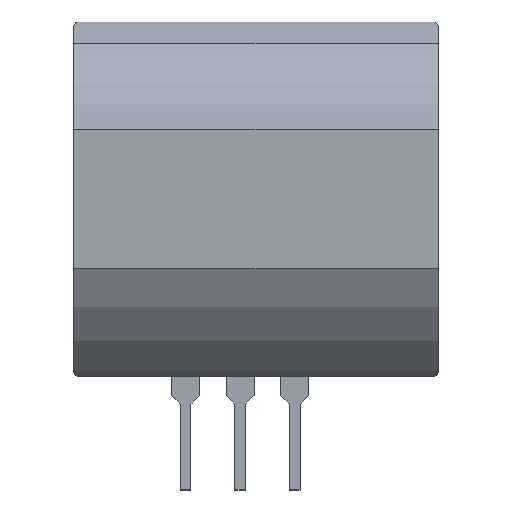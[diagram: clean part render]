
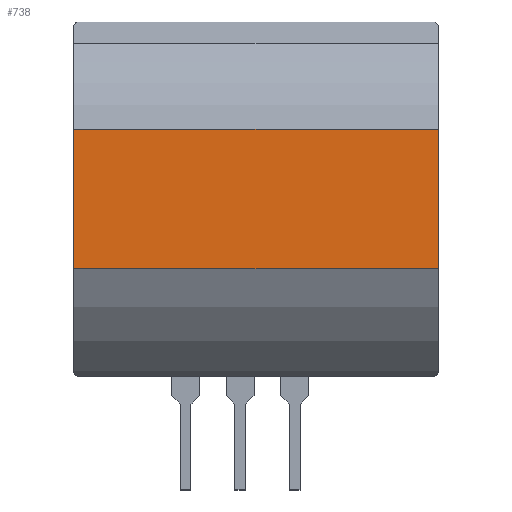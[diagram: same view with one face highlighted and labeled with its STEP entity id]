
A CAD part, top view. The second image highlights one B-rep face of the part: STEP entity #738.
In plain terms, the highlighted planar face has unit normal (0, 0, 1).
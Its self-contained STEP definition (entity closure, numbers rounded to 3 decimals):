
#15 = EDGE_CURVE ( 'NONE', #1099, #986, #1084, .T. ) ;
#107 = VECTOR ( 'NONE', #1242, 1000. ) ;
#159 = EDGE_CURVE ( 'NONE', #1099, #1239, #1533, .T. ) ;
#182 = VECTOR ( 'NONE', #1440, 1000. ) ;
#214 = CARTESIAN_POINT ( 'NONE',  ( 11.5, -3.25, 2.85 ) ) ;
#256 = CARTESIAN_POINT ( 'NONE',  ( -8.5, -8.25, 2.85 ) ) ;
#283 = ORIENTED_EDGE ( 'NONE', *, *, #159, .T. ) ;
#537 = VERTEX_POINT ( 'NONE', #1490 ) ;
#571 = DIRECTION ( 'NONE',  ( -1., 0., 0. ) ) ;
#583 = DIRECTION ( 'NONE',  ( 0., 0., -1. ) ) ;
#584 = EDGE_CURVE ( 'NONE', #1239, #537, #589, .T. ) ;
#589 = LINE ( 'NONE', #1474, #595 ) ;
#595 = VECTOR ( 'NONE', #695, 1000. ) ;
#651 = ORIENTED_EDGE ( 'NONE', *, *, #584, .T. ) ;
#695 = DIRECTION ( 'NONE',  ( -1., 0., 0. ) ) ;
#714 = PLANE ( 'NONE',  #1169 ) ;
#738 = ADVANCED_FACE ( 'NONE', ( #1151 ), #714, .F. ) ;
#756 = CARTESIAN_POINT ( 'NONE',  ( -8.5, -3.25, 2.85 ) ) ;
#957 = EDGE_LOOP ( 'NONE', ( #1484, #283, #651, #1506 ) ) ;
#986 = VERTEX_POINT ( 'NONE', #756 ) ;
#1059 = VECTOR ( 'NONE', #1459, 1000. ) ;
#1084 = LINE ( 'NONE', #214, #107 ) ;
#1089 = EDGE_CURVE ( 'NONE', #537, #986, #1495, .T. ) ;
#1099 = VERTEX_POINT ( 'NONE', #1307 ) ;
#1151 = FACE_OUTER_BOUND ( 'NONE', #957, .T. ) ;
#1169 = AXIS2_PLACEMENT_3D ( 'NONE', #1361, #583, #571 ) ;
#1239 = VERTEX_POINT ( 'NONE', #1471 ) ;
#1242 = DIRECTION ( 'NONE',  ( -1., 0., 0. ) ) ;
#1307 = CARTESIAN_POINT ( 'NONE',  ( 8.5, -3.25, 2.85 ) ) ;
#1308 = CARTESIAN_POINT ( 'NONE',  ( 8.5, -8.25, 2.85 ) ) ;
#1361 = CARTESIAN_POINT ( 'NONE',  ( 0., 0., 2.85 ) ) ;
#1440 = DIRECTION ( 'NONE',  ( 0., -1., 0. ) ) ;
#1459 = DIRECTION ( 'NONE',  ( 0., 1., 0. ) ) ;
#1471 = CARTESIAN_POINT ( 'NONE',  ( 8.5, 3.25, 2.85 ) ) ;
#1474 = CARTESIAN_POINT ( 'NONE',  ( 11.5, 3.25, 2.85 ) ) ;
#1484 = ORIENTED_EDGE ( 'NONE', *, *, #15, .F. ) ;
#1490 = CARTESIAN_POINT ( 'NONE',  ( -8.5, 3.25, 2.85 ) ) ;
#1495 = LINE ( 'NONE', #256, #182 ) ;
#1506 = ORIENTED_EDGE ( 'NONE', *, *, #1089, .T. ) ;
#1533 = LINE ( 'NONE', #1308, #1059 ) ;
